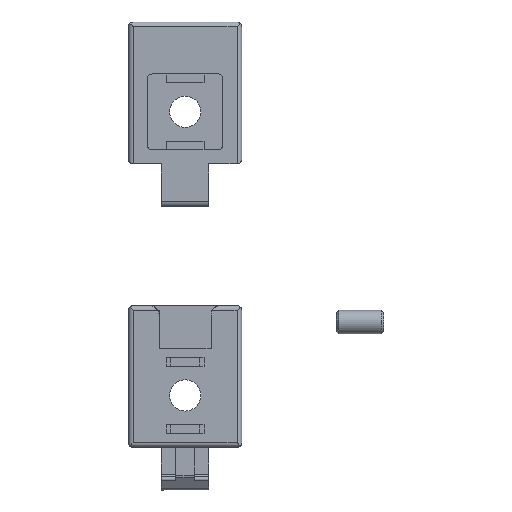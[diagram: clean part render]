
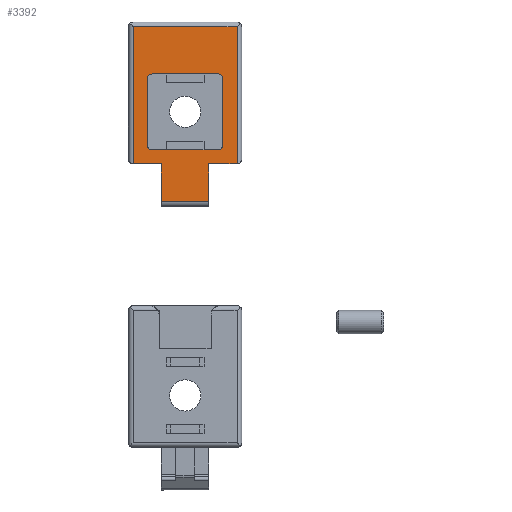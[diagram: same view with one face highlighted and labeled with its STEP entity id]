
A CAD part, left-side view. The second image highlights one B-rep face of the part: STEP entity #3392.
In plain terms, the highlighted planar face has unit normal (-1, 0, 0).
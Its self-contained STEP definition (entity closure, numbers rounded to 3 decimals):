
#104=FACE_BOUND('',#530,.T.);
#158=PLANE('',#3743);
#345=FACE_OUTER_BOUND('',#529,.T.);
#529=EDGE_LOOP('',(#2836,#2837,#2838,#2839,#2840,#2841,#2842,#2843));
#530=EDGE_LOOP('',(#2844,#2845,#2846,#2847,#2848,#2849,#2850,#2851));
#783=LINE('',#5477,#1126);
#787=LINE('',#5486,#1130);
#790=LINE('',#5494,#1133);
#794=LINE('',#5502,#1137);
#806=LINE('',#5579,#1149);
#808=LINE('',#5587,#1151);
#810=LINE('',#5593,#1153);
#811=LINE('',#5596,#1154);
#812=LINE('',#5598,#1155);
#813=LINE('',#5600,#1156);
#814=LINE('',#5602,#1157);
#815=LINE('',#5603,#1158);
#1126=VECTOR('',#4393,1.);
#1130=VECTOR('',#4403,1.);
#1133=VECTOR('',#4412,1.);
#1137=VECTOR('',#4422,1.);
#1149=VECTOR('',#4486,1.);
#1151=VECTOR('',#4496,1.);
#1153=VECTOR('',#4504,1.);
#1154=VECTOR('',#4507,1.);
#1155=VECTOR('',#4508,1.);
#1156=VECTOR('',#4509,1.);
#1157=VECTOR('',#4510,1.);
#1158=VECTOR('',#4511,1.);
#1353=CIRCLE('',#3699,1.);
#1354=CIRCLE('',#3702,1.);
#1355=CIRCLE('',#3705,1.);
#1356=CIRCLE('',#3708,1.);
#1573=VERTEX_POINT('',#5470);
#1574=VERTEX_POINT('',#5472);
#1575=VERTEX_POINT('',#5476);
#1576=VERTEX_POINT('',#5481);
#1577=VERTEX_POINT('',#5485);
#1578=VERTEX_POINT('',#5489);
#1579=VERTEX_POINT('',#5493);
#1580=VERTEX_POINT('',#5498);
#1602=VERTEX_POINT('',#5576);
#1603=VERTEX_POINT('',#5578);
#1605=VERTEX_POINT('',#5586);
#1606=VERTEX_POINT('',#5591);
#1607=VERTEX_POINT('',#5595);
#1608=VERTEX_POINT('',#5597);
#1609=VERTEX_POINT('',#5599);
#1610=VERTEX_POINT('',#5601);
#1989=EDGE_CURVE('',#1574,#1573,#1353,.T.);
#1991=EDGE_CURVE('',#1575,#1574,#783,.T.);
#1994=EDGE_CURVE('',#1576,#1575,#1354,.T.);
#1996=EDGE_CURVE('',#1577,#1576,#787,.T.);
#1998=EDGE_CURVE('',#1578,#1577,#1355,.T.);
#2000=EDGE_CURVE('',#1579,#1578,#790,.T.);
#2003=EDGE_CURVE('',#1580,#1579,#1356,.T.);
#2005=EDGE_CURVE('',#1573,#1580,#794,.T.);
#2037=EDGE_CURVE('',#1603,#1602,#806,.T.);
#2041=EDGE_CURVE('',#1605,#1603,#808,.T.);
#2045=EDGE_CURVE('',#1606,#1605,#810,.T.);
#2046=EDGE_CURVE('',#1607,#1602,#811,.T.);
#2047=EDGE_CURVE('',#1608,#1607,#812,.T.);
#2048=EDGE_CURVE('',#1608,#1609,#813,.T.);
#2049=EDGE_CURVE('',#1609,#1610,#814,.T.);
#2050=EDGE_CURVE('',#1606,#1610,#815,.T.);
#2836=ORIENTED_EDGE('',*,*,#2037,.T.);
#2837=ORIENTED_EDGE('',*,*,#2046,.F.);
#2838=ORIENTED_EDGE('',*,*,#2047,.F.);
#2839=ORIENTED_EDGE('',*,*,#2048,.T.);
#2840=ORIENTED_EDGE('',*,*,#2049,.T.);
#2841=ORIENTED_EDGE('',*,*,#2050,.F.);
#2842=ORIENTED_EDGE('',*,*,#2045,.T.);
#2843=ORIENTED_EDGE('',*,*,#2041,.T.);
#2844=ORIENTED_EDGE('',*,*,#1989,.T.);
#2845=ORIENTED_EDGE('',*,*,#2005,.T.);
#2846=ORIENTED_EDGE('',*,*,#2003,.T.);
#2847=ORIENTED_EDGE('',*,*,#2000,.T.);
#2848=ORIENTED_EDGE('',*,*,#1998,.T.);
#2849=ORIENTED_EDGE('',*,*,#1996,.T.);
#2850=ORIENTED_EDGE('',*,*,#1994,.T.);
#2851=ORIENTED_EDGE('',*,*,#1991,.T.);
#3392=ADVANCED_FACE('',(#345,#104),#158,.F.);
#3699=AXIS2_PLACEMENT_3D('',#5473,#4388,#4389);
#3702=AXIS2_PLACEMENT_3D('',#5482,#4398,#4399);
#3705=AXIS2_PLACEMENT_3D('',#5490,#4407,#4408);
#3708=AXIS2_PLACEMENT_3D('',#5499,#4417,#4418);
#3743=AXIS2_PLACEMENT_3D('',#5594,#4505,#4506);
#4388=DIRECTION('center_axis',(1.,0.,0.));
#4389=DIRECTION('ref_axis',(0.,0.,1.));
#4393=DIRECTION('',(0.,-1.,0.));
#4398=DIRECTION('center_axis',(1.,0.,0.));
#4399=DIRECTION('ref_axis',(0.,1.,0.));
#4403=DIRECTION('',(0.,0.,1.));
#4407=DIRECTION('center_axis',(1.,0.,0.));
#4408=DIRECTION('ref_axis',(0.,0.,-1.));
#4412=DIRECTION('',(0.,1.,0.));
#4417=DIRECTION('center_axis',(1.,0.,0.));
#4418=DIRECTION('ref_axis',(0.,-1.,0.));
#4422=DIRECTION('',(0.,0.,-1.));
#4486=DIRECTION('',(0.,0.,-1.));
#4496=DIRECTION('',(0.,1.,0.));
#4504=DIRECTION('',(0.,0.,1.));
#4505=DIRECTION('center_axis',(1.,0.,0.));
#4506=DIRECTION('ref_axis',(0.,1.,0.));
#4507=DIRECTION('',(0.,1.,0.));
#4508=DIRECTION('',(0.,0.,1.));
#4509=DIRECTION('',(0.,-1.,0.));
#4510=DIRECTION('',(0.,0.,1.));
#4511=DIRECTION('',(0.,1.,0.));
#5470=CARTESIAN_POINT('',(0.,-8.,7.));
#5472=CARTESIAN_POINT('',(0.,-7.,8.));
#5473=CARTESIAN_POINT('Origin',(0.,-7.,7.));
#5476=CARTESIAN_POINT('',(0.,7.,8.));
#5477=CARTESIAN_POINT('',(0.,0.,8.));
#5481=CARTESIAN_POINT('',(0.,8.,7.));
#5482=CARTESIAN_POINT('Origin',(0.,7.,7.));
#5485=CARTESIAN_POINT('',(0.,8.,-7.));
#5486=CARTESIAN_POINT('',(0.,8.,2.259));
#5489=CARTESIAN_POINT('',(0.,7.,-8.));
#5490=CARTESIAN_POINT('Origin',(0.,7.,-7.));
#5493=CARTESIAN_POINT('',(0.,-7.,-8.));
#5494=CARTESIAN_POINT('',(0.,0.,-8.));
#5498=CARTESIAN_POINT('',(0.,-8.,-7.));
#5499=CARTESIAN_POINT('Origin',(0.,-7.,-7.));
#5502=CARTESIAN_POINT('',(0.,-8.,2.259));
#5576=CARTESIAN_POINT('',(0.,11.,-11.));
#5578=CARTESIAN_POINT('',(0.,11.,18.));
#5579=CARTESIAN_POINT('',(0.,11.,11.759));
#5586=CARTESIAN_POINT('',(0.,-11.,18.));
#5587=CARTESIAN_POINT('',(0.,-6.,18.));
#5591=CARTESIAN_POINT('',(0.,-11.,-11.));
#5593=CARTESIAN_POINT('',(0.,-11.,-3.241));
#5594=CARTESIAN_POINT('Origin',(0.,0.,4.518));
#5595=CARTESIAN_POINT('',(0.,5.,-11.));
#5596=CARTESIAN_POINT('',(0.,-11.,-11.));
#5597=CARTESIAN_POINT('',(0.,5.,-19.));
#5598=CARTESIAN_POINT('',(0.,5.,-19.));
#5599=CARTESIAN_POINT('',(0.,-5.,-19.));
#5600=CARTESIAN_POINT('',(0.,5.,-19.));
#5601=CARTESIAN_POINT('',(0.,-5.,-11.));
#5602=CARTESIAN_POINT('',(0.,-5.,-19.));
#5603=CARTESIAN_POINT('',(0.,-11.,-11.));
